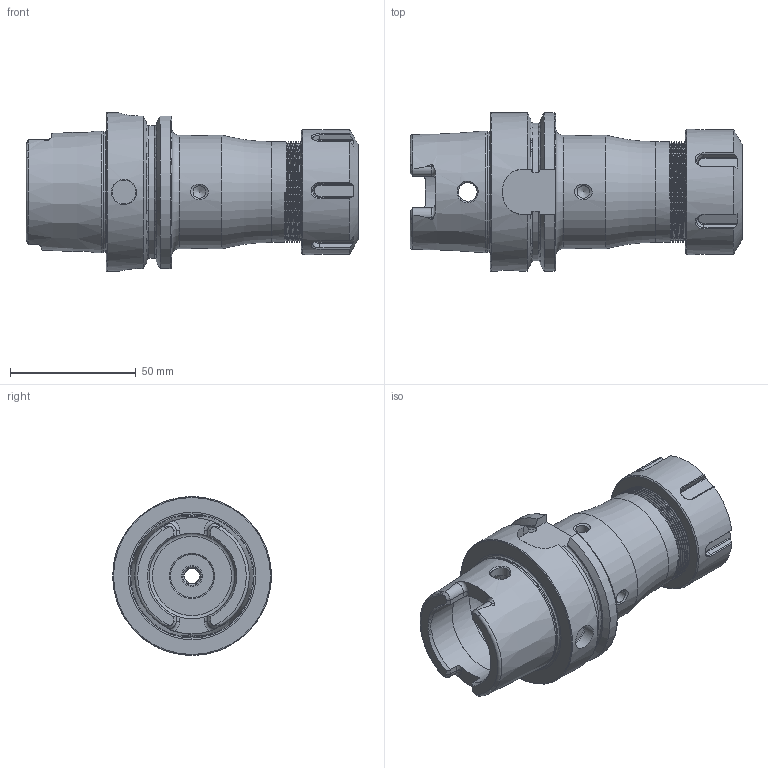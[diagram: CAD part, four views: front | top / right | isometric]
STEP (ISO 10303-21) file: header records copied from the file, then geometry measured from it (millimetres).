
FILE_DESCRIPTION (( 'STEP AP214' ), '1' );
FILE_NAME ('HA6.E32.K01.100.STEP', '2022-03-21T08:56:05', ( '' ), ( '' ), 'SwSTEP 2.0', 'SolidWorks 2017', '' );
FILE_SCHEMA (( 'AUTOMOTIVE_DESIGN' ));
Length unit declared in the file: millimetre
Products named in the file (4): HA6-E32.K01.100_C_gewinde; ERU-AN5.K01.020_A; HA6.E32.K01.100; E32-ER1.001.022
Assembly tree (3 placements, depth 2):
  HA6.E32.K01.100
    HA6-E32.K01.100_C_gewinde
    E32-ER1.001.022
    ERU-AN5.K01.020_A
Bounding box: 131.9 x 63 x 63 mm (x, y, z)
Volume: 160998.1 mm3; surface area: 45197.3 mm2
Topology: 3 solids, 3 shells, 296 faces, 770 edges, 484 vertices
Faces by surface type: plane 133, cylinder 63, cone 61, torus 26, bspline 13
Full cylindrical faces by diameter (mm): 5 x4, 6 x1, 7.5 x2, 8 x2, 8.4 x1, 10 x1, 11 x2, 12 x1, 17 x1, 19 x1, 23.5 x1, 27.1 x1, 34 x2, 38.5 x1, 40 x16, 40.5 x1, 45 x1, 47.941 x1, 49.7 x1, 63 x1
Entity records: 13502 total; most frequent: CARTESIAN_POINT 7132, ORIENTED_EDGE 1270, DIRECTION 1179, EDGE_CURVE 635, AXIS2_PLACEMENT_3D 467, VERTEX_POINT 430, EDGE_LOOP 361, FACE_OUTER_BOUND 322
